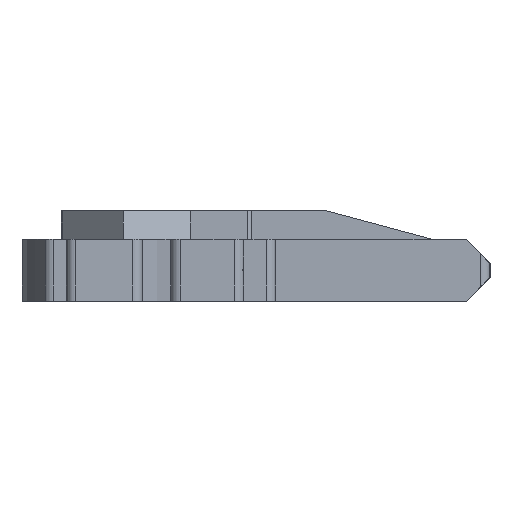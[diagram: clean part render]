
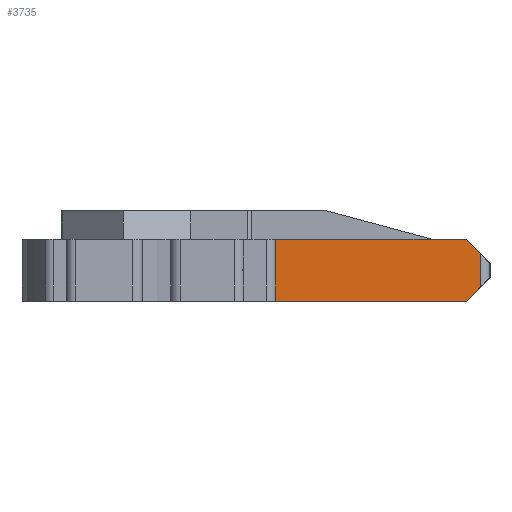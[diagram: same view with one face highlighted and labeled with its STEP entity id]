
A CAD part, front view. The second image highlights one B-rep face of the part: STEP entity #3735.
In plain terms, the highlighted planar face has unit normal (0, -1, 0).
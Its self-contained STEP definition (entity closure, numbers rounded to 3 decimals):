
#44 = VECTOR ( 'NONE', #586, 1000. ) ;
#69 = CARTESIAN_POINT ( 'NONE',  ( 34., 149.5, 1.5 ) ) ;
#70 = ORIENTED_EDGE ( 'NONE', *, *, #1489, .F. ) ;
#75 = CARTESIAN_POINT ( 'NONE',  ( 34., 149.5, 5. ) ) ;
#126 = CARTESIAN_POINT ( 'NONE',  ( 5.847, 149.5, -26.653 ) ) ;
#154 = ORIENTED_EDGE ( 'NONE', *, *, #899, .F. ) ;
#265 = EDGE_CURVE ( 'NONE', #3759, #3403, #966, .T. ) ;
#586 = DIRECTION ( 'NONE',  ( -0.707, 0., 0.707 ) ) ;
#629 = CARTESIAN_POINT ( 'NONE',  ( 39.903, 149.5, -0.903 ) ) ;
#742 = ORIENTED_EDGE ( 'NONE', *, *, #2062, .T. ) ;
#752 = EDGE_LOOP ( 'NONE', ( #70, #1752, #154, #742, #1577, #1272 ) ) ;
#899 = EDGE_CURVE ( 'NONE', #3750, #3635, #2344, .T. ) ;
#966 = LINE ( 'NONE', #629, #44 ) ;
#975 = DIRECTION ( 'NONE',  ( -1., 0., 0. ) ) ;
#1272 = ORIENTED_EDGE ( 'NONE', *, *, #265, .T. ) ;
#1365 = VECTOR ( 'NONE', #1866, 1000. ) ;
#1446 = DIRECTION ( 'NONE',  ( 1., 0., 0. ) ) ;
#1489 = EDGE_CURVE ( 'NONE', #2269, #3403, #3776, .T. ) ;
#1510 = CARTESIAN_POINT ( 'NONE',  ( 11., 149.5, -30.806 ) ) ;
#1524 = DIRECTION ( 'NONE',  ( 0.707, 0., 0.707 ) ) ;
#1577 = ORIENTED_EDGE ( 'NONE', *, *, #2846, .T. ) ;
#1679 = CARTESIAN_POINT ( 'NONE',  ( 11., 149.5, 0. ) ) ;
#1752 = ORIENTED_EDGE ( 'NONE', *, *, #2787, .T. ) ;
#1835 = VECTOR ( 'NONE', #1446, 1000. ) ;
#1866 = DIRECTION ( 'NONE',  ( 0., 0., -1. ) ) ;
#1974 = CARTESIAN_POINT ( 'NONE',  ( 32.5, 149.5, 6.5 ) ) ;
#2062 = EDGE_CURVE ( 'NONE', #3750, #4128, #3805, .T. ) ;
#2104 = VECTOR ( 'NONE', #975, 1000. ) ;
#2120 = PLANE ( 'NONE',  #3204 ) ;
#2269 = VERTEX_POINT ( 'NONE', #4062 ) ;
#2344 = LINE ( 'NONE', #3646, #2104 ) ;
#2787 = EDGE_CURVE ( 'NONE', #2269, #3635, #3904, .T. ) ;
#2846 = EDGE_CURVE ( 'NONE', #4128, #3759, #3193, .T. ) ;
#3095 = DIRECTION ( 'NONE',  ( 0., 0., -1. ) ) ;
#3111 = FACE_OUTER_BOUND ( 'NONE', #752, .T. ) ;
#3193 = LINE ( 'NONE', #3260, #3906 ) ;
#3204 = AXIS2_PLACEMENT_3D ( 'NONE', #4097, #3754, #3095 ) ;
#3260 = CARTESIAN_POINT ( 'NONE',  ( 34., 149.5, -30.806 ) ) ;
#3403 = VERTEX_POINT ( 'NONE', #1974 ) ;
#3608 = VECTOR ( 'NONE', #1524, 1000. ) ;
#3635 = VERTEX_POINT ( 'NONE', #1679 ) ;
#3646 = CARTESIAN_POINT ( 'NONE',  ( 10., 149.5, 0. ) ) ;
#3735 = ADVANCED_FACE ( 'NONE', ( #3111 ), #2120, .T. ) ;
#3750 = VERTEX_POINT ( 'NONE', #4118 ) ;
#3754 = DIRECTION ( 'NONE',  ( 0., -1., 0. ) ) ;
#3759 = VERTEX_POINT ( 'NONE', #75 ) ;
#3776 = LINE ( 'NONE', #4072, #1835 ) ;
#3805 = LINE ( 'NONE', #126, #3608 ) ;
#3904 = LINE ( 'NONE', #1510, #1365 ) ;
#3906 = VECTOR ( 'NONE', #4198, 1000. ) ;
#4062 = CARTESIAN_POINT ( 'NONE',  ( 11., 149.5, 6.5 ) ) ;
#4072 = CARTESIAN_POINT ( 'NONE',  ( 10., 149.5, 6.5 ) ) ;
#4097 = CARTESIAN_POINT ( 'NONE',  ( 10., 149.5, -30.806 ) ) ;
#4118 = CARTESIAN_POINT ( 'NONE',  ( 32.5, 149.5, 0. ) ) ;
#4128 = VERTEX_POINT ( 'NONE', #69 ) ;
#4198 = DIRECTION ( 'NONE',  ( 0., 0., 1. ) ) ;
